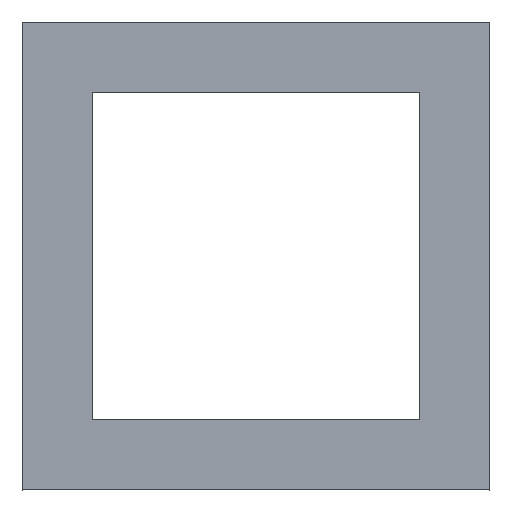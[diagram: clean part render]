
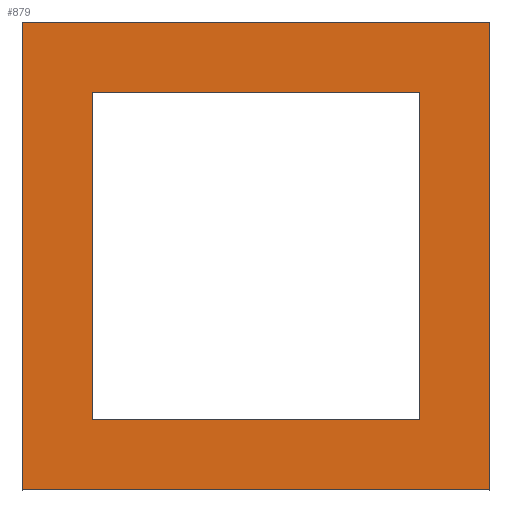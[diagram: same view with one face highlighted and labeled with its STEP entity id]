
A CAD part, top view. The second image highlights one B-rep face of the part: STEP entity #879.
In plain terms, the highlighted planar face has unit normal (0, 0, 1).
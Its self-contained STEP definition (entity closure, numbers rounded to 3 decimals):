
#20=FACE_BOUND('',#116,.T.);
#71=FACE_OUTER_BOUND('',#115,.T.);
#115=EDGE_LOOP('',(#790,#791,#792,#793));
#116=EDGE_LOOP('',(#794,#795,#796,#797));
#217=LINE('',#1372,#332);
#219=LINE('',#1376,#334);
#221=LINE('',#1380,#336);
#223=LINE('',#1383,#338);
#225=LINE('',#1388,#340);
#227=LINE('',#1392,#342);
#229=LINE('',#1396,#344);
#231=LINE('',#1399,#346);
#332=VECTOR('',#1121,10.);
#334=VECTOR('',#1125,10.);
#336=VECTOR('',#1129,10.);
#338=VECTOR('',#1133,10.);
#340=VECTOR('',#1137,10.);
#342=VECTOR('',#1141,10.);
#344=VECTOR('',#1145,10.);
#346=VECTOR('',#1149,10.);
#421=VERTEX_POINT('',#1369);
#422=VERTEX_POINT('',#1371);
#423=VERTEX_POINT('',#1375);
#424=VERTEX_POINT('',#1379);
#425=VERTEX_POINT('',#1385);
#426=VERTEX_POINT('',#1387);
#427=VERTEX_POINT('',#1391);
#428=VERTEX_POINT('',#1395);
#537=EDGE_CURVE('',#422,#421,#217,.T.);
#539=EDGE_CURVE('',#423,#422,#219,.T.);
#541=EDGE_CURVE('',#424,#423,#221,.T.);
#543=EDGE_CURVE('',#421,#424,#223,.T.);
#545=EDGE_CURVE('',#426,#425,#225,.T.);
#547=EDGE_CURVE('',#427,#426,#227,.T.);
#549=EDGE_CURVE('',#428,#427,#229,.T.);
#551=EDGE_CURVE('',#425,#428,#231,.T.);
#790=ORIENTED_EDGE('',*,*,#551,.T.);
#791=ORIENTED_EDGE('',*,*,#549,.T.);
#792=ORIENTED_EDGE('',*,*,#547,.T.);
#793=ORIENTED_EDGE('',*,*,#545,.T.);
#794=ORIENTED_EDGE('',*,*,#543,.T.);
#795=ORIENTED_EDGE('',*,*,#541,.T.);
#796=ORIENTED_EDGE('',*,*,#539,.T.);
#797=ORIENTED_EDGE('',*,*,#537,.T.);
#836=PLANE('',#932);
#879=ADVANCED_FACE('',(#71,#20),#836,.T.);
#932=AXIS2_PLACEMENT_3D('',#1400,#1150,#1151);
#1121=DIRECTION('',(1.,0.,0.));
#1125=DIRECTION('',(0.,1.,0.));
#1129=DIRECTION('',(-1.,0.,0.));
#1133=DIRECTION('',(0.,-1.,0.));
#1137=DIRECTION('',(-1.,0.,0.));
#1141=DIRECTION('',(0.,1.,0.));
#1145=DIRECTION('',(1.,0.,0.));
#1149=DIRECTION('',(0.,-1.,0.));
#1150=DIRECTION('center_axis',(0.,0.,1.));
#1151=DIRECTION('ref_axis',(1.,0.,0.));
#1369=CARTESIAN_POINT('',(6.736,7.,6.3));
#1371=CARTESIAN_POINT('',(-7.264,7.,6.3));
#1372=CARTESIAN_POINT('',(6.736,7.,6.3));
#1375=CARTESIAN_POINT('',(-7.264,-7.,6.3));
#1376=CARTESIAN_POINT('',(-7.264,7.,6.3));
#1379=CARTESIAN_POINT('',(6.736,-7.,6.3));
#1380=CARTESIAN_POINT('',(-7.264,-7.,6.3));
#1383=CARTESIAN_POINT('',(6.736,-7.,6.3));
#1385=CARTESIAN_POINT('',(-10.264,10.,6.3));
#1387=CARTESIAN_POINT('',(9.736,10.,6.3));
#1388=CARTESIAN_POINT('',(9.736,10.,6.3));
#1391=CARTESIAN_POINT('',(9.736,-10.,6.3));
#1392=CARTESIAN_POINT('',(9.736,-10.,6.3));
#1395=CARTESIAN_POINT('',(-10.264,-10.,6.3));
#1396=CARTESIAN_POINT('',(-10.264,-10.,6.3));
#1399=CARTESIAN_POINT('',(-10.264,10.,6.3));
#1400=CARTESIAN_POINT('Origin',(-0.264,0.,6.3));
